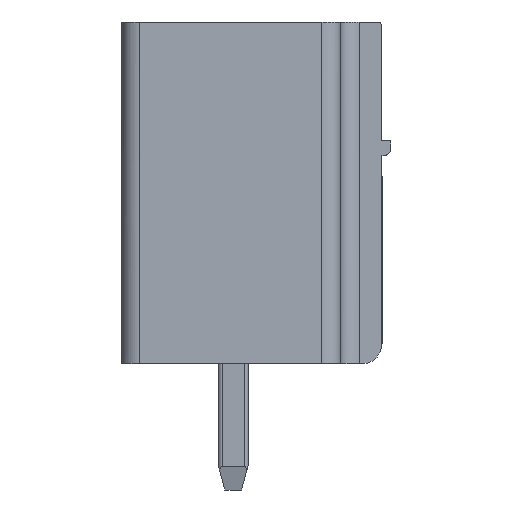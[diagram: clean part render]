
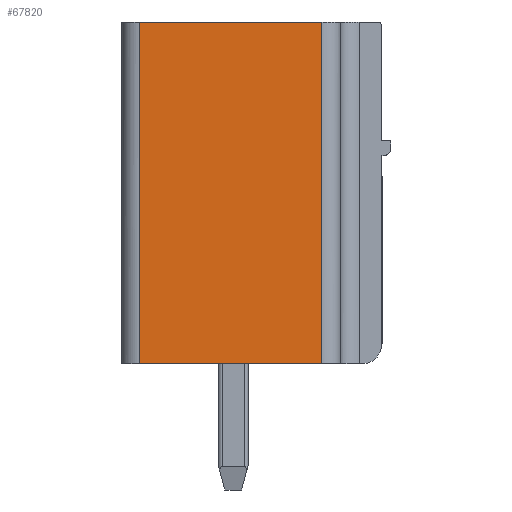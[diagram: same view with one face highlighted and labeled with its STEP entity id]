
A CAD part, left-side view. The second image highlights one B-rep face of the part: STEP entity #67820.
In plain terms, the highlighted planar face has unit normal (-1, 0, 0).
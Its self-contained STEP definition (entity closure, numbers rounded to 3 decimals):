
#61100=CARTESIAN_POINT('',(-0.5,5.4,
0.));
#61110=VERTEX_POINT('',#61100);
#61140=CARTESIAN_POINT('',(-0.5,0.5,
0.));
#61150=DIRECTION('',(0.,1.,0.));
#61160=VECTOR('',#61150,1.);
#61170=LINE('',#61140,#61160);
#61180=CARTESIAN_POINT('',(-0.5,0.5,0.)
);
#61190=VERTEX_POINT('',#61180);
#61200=EDGE_CURVE('',#61190,#61110,#61170,.T.);
#67290=CARTESIAN_POINT('',(-0.5,0.5,9.2));
#67300=DIRECTION('',(0.,0.,-1.));
#67310=VECTOR('',#67300,1.);
#67320=LINE('',#67290,#67310);
#67330=CARTESIAN_POINT('',(-0.5,0.5,9.2));
#67340=VERTEX_POINT('',#67330);
#67350=EDGE_CURVE('',#67340,#61190,#67320,.T.);
#67590=CARTESIAN_POINT('',(-0.5,5.523,
-0.23));
#67600=DIRECTION('',(1.,0.,0.));
#67610=DIRECTION('',(0.,0.,-1.));
#67620=AXIS2_PLACEMENT_3D('',#67590,#67600,#67610);
#67630=PLANE('',#67620);
#67640=ORIENTED_EDGE('',*,*,#67350,.F.);
#67650=ORIENTED_EDGE('',*,*,#61200,.F.);
#67660=CARTESIAN_POINT('',(-0.5,5.4,
0.));
#67670=DIRECTION('',(0.,0.,1.));
#67680=VECTOR('',#67670,1.);
#67690=LINE('',#67660,#67680);
#67700=CARTESIAN_POINT('',(-0.5,5.402,
9.2));
#67710=VERTEX_POINT('',#67700);
#67720=EDGE_CURVE('',#61110,#67710,#67690,.T.);
#67730=ORIENTED_EDGE('',*,*,#67720,.F.);
#67740=CARTESIAN_POINT('',(-0.5,0.5,
9.2));
#67750=DIRECTION('',(0.,1.,0.));
#67760=VECTOR('',#67750,1.);
#67770=LINE('',#67740,#67760);
#67780=EDGE_CURVE('',#67340,#67710,#67770,.T.);
#67790=ORIENTED_EDGE('',*,*,#67780,.T.);
#67800=EDGE_LOOP('',(#67790,#67730,#67650,#67640));
#67810=FACE_OUTER_BOUND('',#67800,.T.);
#67820=ADVANCED_FACE('',(#67810),#67630,.F.);
